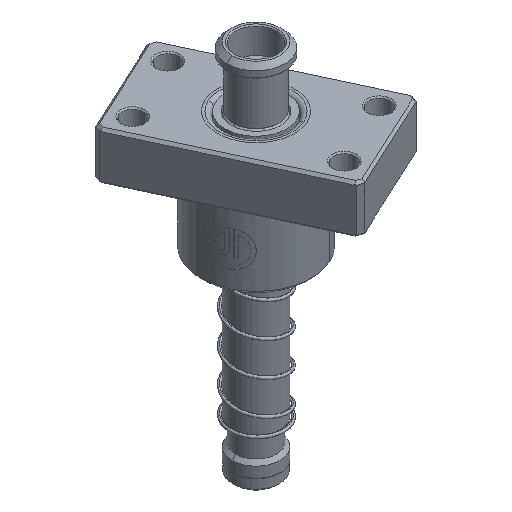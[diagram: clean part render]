
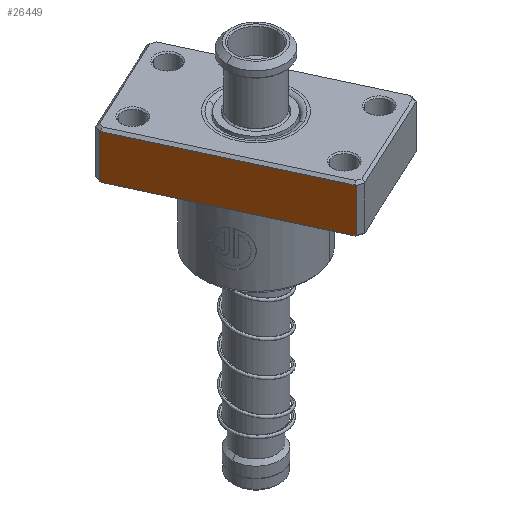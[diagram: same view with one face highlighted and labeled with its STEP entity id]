
A CAD part, isometric view. The second image highlights one B-rep face of the part: STEP entity #26449.
In plain terms, the highlighted face is planar.
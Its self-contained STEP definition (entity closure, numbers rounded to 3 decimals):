
#979 = LINE ( 'NONE', #3168, #23199 ) ;
#1109 = DIRECTION ( 'NONE',  ( 0., -1., 0. ) ) ;
#2677 = VERTEX_POINT ( 'NONE', #17712 ) ;
#3168 = CARTESIAN_POINT ( 'NONE',  ( -40., 24., 1. ) ) ;
#5226 = LINE ( 'NONE', #22336, #26265 ) ;
#5354 = CARTESIAN_POINT ( 'NONE',  ( -40., 24., 19. ) ) ;
#7033 = DIRECTION ( 'NONE',  ( -1., 0., 0. ) ) ;
#8702 = EDGE_LOOP ( 'NONE', ( #16386, #20728, #9423, #11355 ) ) ;
#8703 = EDGE_CURVE ( 'NONE', #23060, #2677, #5226, .T. ) ;
#9233 = DIRECTION ( 'NONE',  ( 0., 0., -1. ) ) ;
#9423 = ORIENTED_EDGE ( 'NONE', *, *, #24963, .F. ) ;
#11281 = AXIS2_PLACEMENT_3D ( 'NONE', #11693, #1109, #9233 ) ;
#11355 = ORIENTED_EDGE ( 'NONE', *, *, #23308, .T. ) ;
#11693 = CARTESIAN_POINT ( 'NONE',  ( -40., 24., 20. ) ) ;
#13128 = LINE ( 'NONE', #20891, #16908 ) ;
#15049 = DIRECTION ( 'NONE',  ( 1., 0., 0. ) ) ;
#15168 = DIRECTION ( 'NONE',  ( 0., 0., -1. ) ) ;
#15520 = VERTEX_POINT ( 'NONE', #5354 ) ;
#16386 = ORIENTED_EDGE ( 'NONE', *, *, #8703, .T. ) ;
#16908 = VECTOR ( 'NONE', #15168, 1000. ) ;
#17025 = VECTOR ( 'NONE', #15049, 1000. ) ;
#17106 = LINE ( 'NONE', #25456, #17025 ) ;
#17712 = CARTESIAN_POINT ( 'NONE',  ( 40., 24., 1. ) ) ;
#17846 = PLANE ( 'NONE',  #11281 ) ;
#19674 = EDGE_CURVE ( 'NONE', #2677, #20275, #979, .T. ) ;
#19797 = CARTESIAN_POINT ( 'NONE',  ( -40., 24., 1. ) ) ;
#20120 = CARTESIAN_POINT ( 'NONE',  ( 40., 24., 19. ) ) ;
#20275 = VERTEX_POINT ( 'NONE', #19797 ) ;
#20728 = ORIENTED_EDGE ( 'NONE', *, *, #19674, .T. ) ;
#20891 = CARTESIAN_POINT ( 'NONE',  ( -40., 24., 20. ) ) ;
#21934 = DIRECTION ( 'NONE',  ( 0., 0., -1. ) ) ;
#22336 = CARTESIAN_POINT ( 'NONE',  ( 40., 24., 20. ) ) ;
#23060 = VERTEX_POINT ( 'NONE', #20120 ) ;
#23199 = VECTOR ( 'NONE', #7033, 1000. ) ;
#23308 = EDGE_CURVE ( 'NONE', #15520, #23060, #17106, .T. ) ;
#24015 = FACE_OUTER_BOUND ( 'NONE', #8702, .T. ) ;
#24963 = EDGE_CURVE ( 'NONE', #15520, #20275, #13128, .T. ) ;
#25456 = CARTESIAN_POINT ( 'NONE',  ( 40., 24., 19. ) ) ;
#26265 = VECTOR ( 'NONE', #21934, 1000. ) ;
#26449 = ADVANCED_FACE ( 'NONE', ( #24015 ), #17846, .F. ) ;
